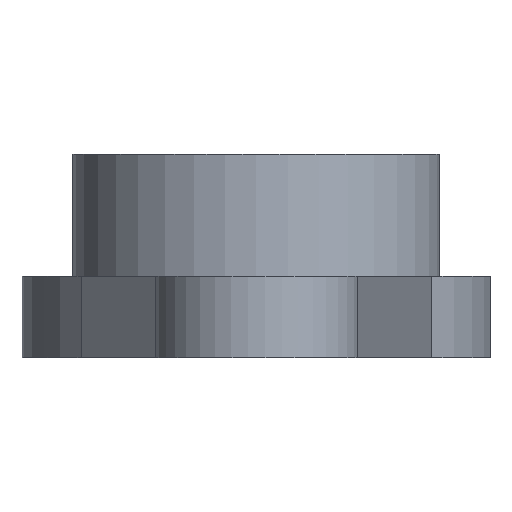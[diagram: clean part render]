
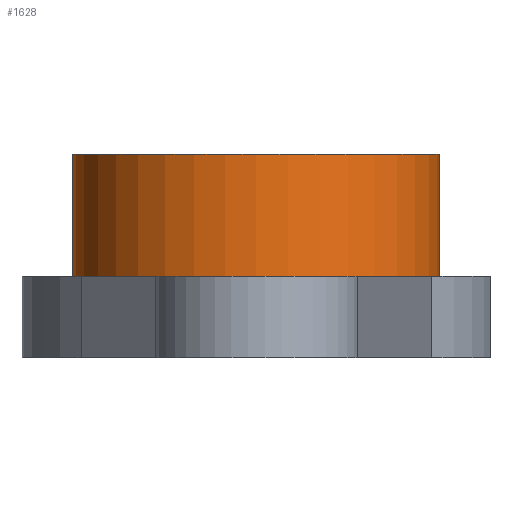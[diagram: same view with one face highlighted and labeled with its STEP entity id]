
A CAD part, front view. The second image highlights one B-rep face of the part: STEP entity #1628.
In plain terms, the highlighted cylindrical face has radius 4.5 mm (diameter 9 mm), a partial arc.
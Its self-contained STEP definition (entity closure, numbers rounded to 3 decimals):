
#24 = CARTESIAN_POINT ( 'NONE',  ( 0., 0., 2. ) ) ;
#142 = DIRECTION ( 'NONE',  ( 0., 0., 1. ) ) ;
#221 = CARTESIAN_POINT ( 'NONE',  ( 4.5, 0., 2. ) ) ;
#297 = VERTEX_POINT ( 'NONE', #2111 ) ;
#370 = DIRECTION ( 'NONE',  ( 1., 0., 0. ) ) ;
#394 = ORIENTED_EDGE ( 'NONE', *, *, #4058, .F. ) ;
#526 = CARTESIAN_POINT ( 'NONE',  ( 0., 0., 2. ) ) ;
#641 = DIRECTION ( 'NONE',  ( 0., 0., 1. ) ) ;
#740 = AXIS2_PLACEMENT_3D ( 'NONE', #24, #1366, #370 ) ;
#757 = DIRECTION ( 'NONE',  ( 0., 0., 1. ) ) ;
#772 = CARTESIAN_POINT ( 'NONE',  ( -4.5, 0., 2. ) ) ;
#1124 = VERTEX_POINT ( 'NONE', #2350 ) ;
#1338 = EDGE_CURVE ( 'NONE', #1124, #1495, #1711, .T. ) ;
#1366 = DIRECTION ( 'NONE',  ( 0., 0., 1. ) ) ;
#1454 = DIRECTION ( 'NONE',  ( 0., 0., 1. ) ) ;
#1495 = VERTEX_POINT ( 'NONE', #221 ) ;
#1571 = AXIS2_PLACEMENT_3D ( 'NONE', #526, #1454, #3143 ) ;
#1628 = ADVANCED_FACE ( 'NONE', ( #3266 ), #2929, .T. ) ;
#1711 = CIRCLE ( 'NONE', #1571, 4.5 ) ;
#1815 = AXIS2_PLACEMENT_3D ( 'NONE', #2194, #641, #3246 ) ;
#1884 = VECTOR ( 'NONE', #142, 1000. ) ;
#2111 = CARTESIAN_POINT ( 'NONE',  ( 4.5, 0., 5. ) ) ;
#2132 = ORIENTED_EDGE ( 'NONE', *, *, #4229, .T. ) ;
#2194 = CARTESIAN_POINT ( 'NONE',  ( 0., 0., 5. ) ) ;
#2318 = LINE ( 'NONE', #2951, #2362 ) ;
#2350 = CARTESIAN_POINT ( 'NONE',  ( -4.5, 0., 2. ) ) ;
#2362 = VECTOR ( 'NONE', #757, 1000. ) ;
#2482 = ORIENTED_EDGE ( 'NONE', *, *, #3605, .F. ) ;
#2762 = CARTESIAN_POINT ( 'NONE',  ( -4.5, 0., 5. ) ) ;
#2893 = ORIENTED_EDGE ( 'NONE', *, *, #1338, .T. ) ;
#2929 = CYLINDRICAL_SURFACE ( 'NONE', #740, 4.5 ) ;
#2951 = CARTESIAN_POINT ( 'NONE',  ( 4.5, 0., 2. ) ) ;
#3143 = DIRECTION ( 'NONE',  ( 1., 0., 0. ) ) ;
#3159 = VERTEX_POINT ( 'NONE', #2762 ) ;
#3246 = DIRECTION ( 'NONE',  ( 1., 0., 0. ) ) ;
#3266 = FACE_OUTER_BOUND ( 'NONE', #3893, .T. ) ;
#3600 = CIRCLE ( 'NONE', #1815, 4.5 ) ;
#3605 = EDGE_CURVE ( 'NONE', #1124, #3159, #3717, .T. ) ;
#3717 = LINE ( 'NONE', #772, #1884 ) ;
#3893 = EDGE_LOOP ( 'NONE', ( #2482, #2893, #2132, #394 ) ) ;
#4058 = EDGE_CURVE ( 'NONE', #3159, #297, #3600, .T. ) ;
#4229 = EDGE_CURVE ( 'NONE', #1495, #297, #2318, .T. ) ;
